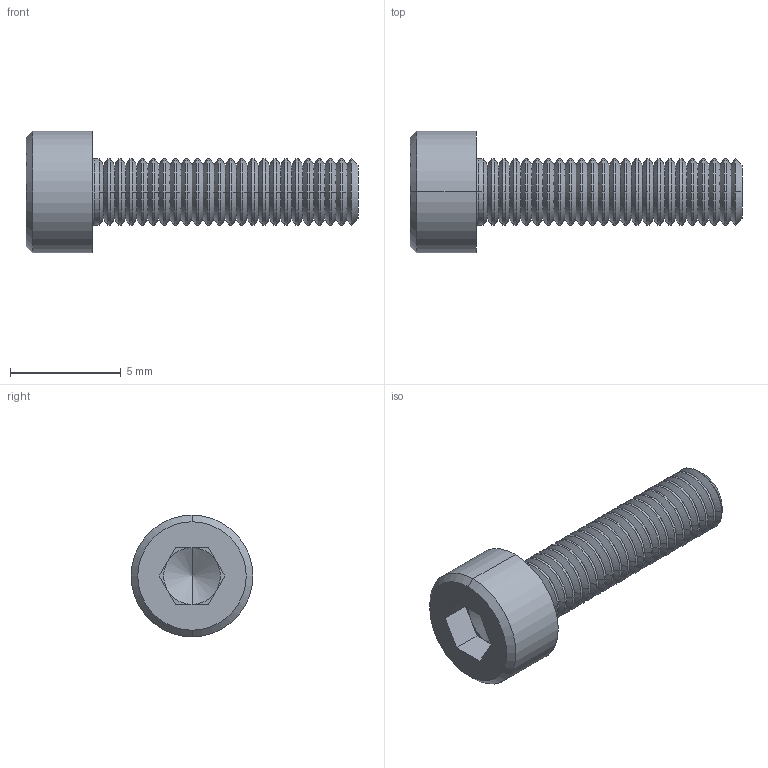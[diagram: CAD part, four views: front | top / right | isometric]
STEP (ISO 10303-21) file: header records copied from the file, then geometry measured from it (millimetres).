
FILE_DESCRIPTION (( 'STEP AP214' ), '1' );
FILE_NAME ('am-1706 M3 x 12mm SHCS with patch.STEP', '2023-07-26T20:12:49', ( '' ), ( '' ), 'SwSTEP 2.0', 'SolidWorks 2022', '' );
FILE_SCHEMA (( 'AUTOMOTIVE_DESIGN' ));
Length unit declared in the file: millimetre
Products named in the file (1): am-1706 M3 x 12mm SHCS  with patch
Bounding box: 15 x 5.5 x 5.5 mm (x, y, z)
Volume: 135.2 mm3; surface area: 269 mm2
Topology: 1 solids, 1 shells, 165 faces, 426 edges, 263 vertices
Faces by surface type: cone 98, cylinder 50, plane 15, torus 2
Entity records: 5156 total; most frequent: DIRECTION 1008, CARTESIAN_POINT 853, ORIENTED_EDGE 848, EDGE_CURVE 424, AXIS2_PLACEMENT_3D 418, VERTEX_POINT 263, CIRCLE 252, LINE 172
